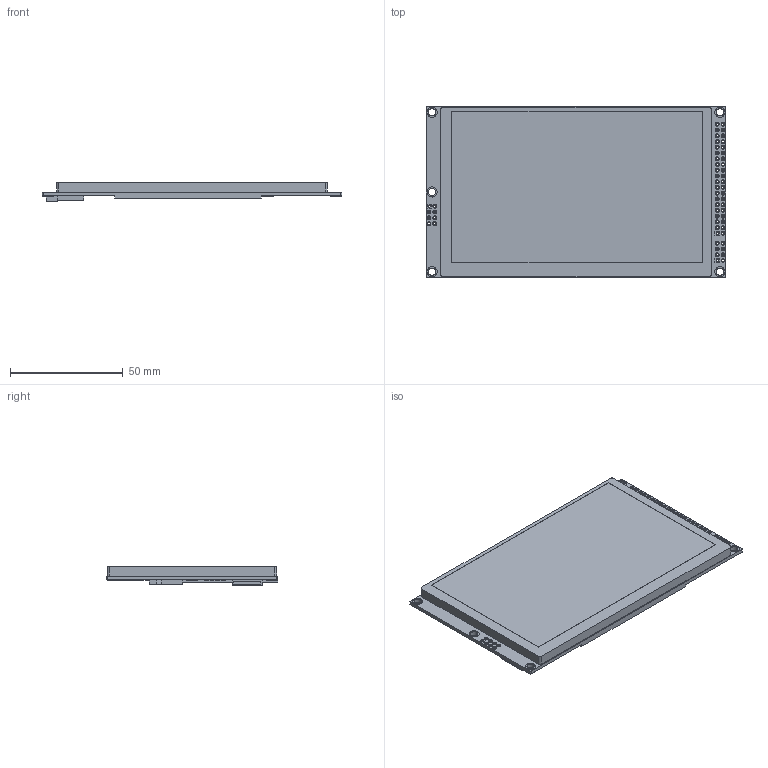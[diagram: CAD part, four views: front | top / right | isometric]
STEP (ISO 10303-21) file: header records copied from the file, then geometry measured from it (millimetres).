
FILE_DESCRIPTION (( 'STEP AP214' ), '1' );
FILE_NAME ('µçÂ·°å1.STEP', '2018-03-20T02:26:11', ( 'USER-' ), ( 'MS' ), 'SwSTEP 2.0', 'SolidWorks 2015', '' );
FILE_SCHEMA (( 'AUTOMOTIVE_DESIGN' ));
Length unit declared in the file: millimetre
Products named in the file (1): 萇繚啣1
Bounding box: 132.7 x 75.8 x 8.4 mm (x, y, z)
Volume: 56479.9 mm3; surface area: 23414 mm2
Topology: 1 solids, 1 shells, 1128 faces, 2871 edges, 1914 vertices
Faces by surface type: plane 494, cylinder 362, bspline 272
Entity records: 51114 total; most frequent: CARTESIAN_POINT 18882, ORIENTED_EDGE 5742, DIRECTION 4765, EDGE_CURVE 2871, VERTEX_POINT 1914, LINE 1603, VECTOR 1603, AXIS2_PLACEMENT_3D 1581
